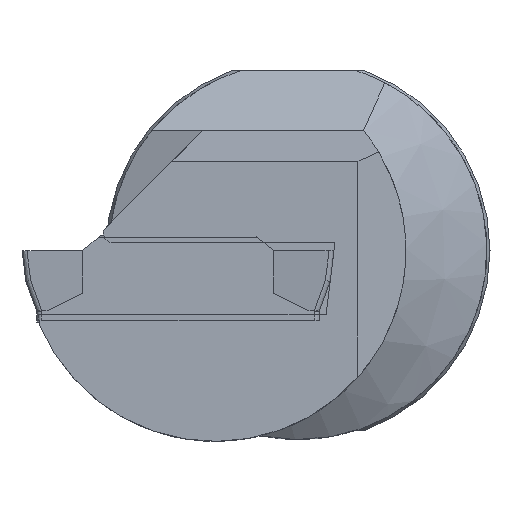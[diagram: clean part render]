
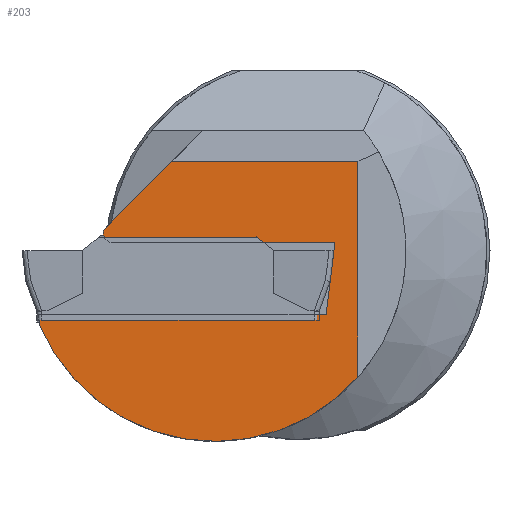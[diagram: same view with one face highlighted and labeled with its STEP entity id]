
A CAD part, left-side view. The second image highlights one B-rep face of the part: STEP entity #203.
In plain terms, the highlighted planar face has unit normal (-1, 0, 0).
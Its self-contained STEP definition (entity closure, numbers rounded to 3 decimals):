
#102=CIRCLE('',#1457,15.9);
#103=CIRCLE('',#1458,0.8);
#203=ADVANCED_FACE('',(#322),#256,.T.);
#256=PLANE('',#1459);
#322=FACE_OUTER_BOUND('',#395,.T.);
#395=EDGE_LOOP('',(#688,#689,#690,#691,#692,#693,#694,#695,#696));
#688=ORIENTED_EDGE('',*,*,#1072,.T.);
#689=ORIENTED_EDGE('',*,*,#1073,.T.);
#690=ORIENTED_EDGE('',*,*,#1074,.F.);
#691=ORIENTED_EDGE('',*,*,#1075,.F.);
#692=ORIENTED_EDGE('',*,*,#1076,.F.);
#693=ORIENTED_EDGE('',*,*,#1077,.T.);
#694=ORIENTED_EDGE('',*,*,#1078,.F.);
#695=ORIENTED_EDGE('',*,*,#1079,.T.);
#696=ORIENTED_EDGE('',*,*,#1080,.T.);
#902=VERTEX_POINT('',#2297);
#903=VERTEX_POINT('',#2298);
#904=VERTEX_POINT('',#2300);
#905=VERTEX_POINT('',#2302);
#906=VERTEX_POINT('',#2304);
#907=VERTEX_POINT('',#2306);
#908=VERTEX_POINT('',#2308);
#909=VERTEX_POINT('',#2310);
#910=VERTEX_POINT('',#2312);
#1072=EDGE_CURVE('',#902,#903,#1212,.T.);
#1073=EDGE_CURVE('',#903,#904,#1213,.T.);
#1074=EDGE_CURVE('',#905,#904,#1214,.T.);
#1075=EDGE_CURVE('',#906,#905,#102,.T.);
#1076=EDGE_CURVE('',#907,#906,#1215,.T.);
#1077=EDGE_CURVE('',#907,#908,#1216,.T.);
#1078=EDGE_CURVE('',#909,#908,#1217,.T.);
#1079=EDGE_CURVE('',#909,#910,#103,.T.);
#1080=EDGE_CURVE('',#910,#902,#1218,.T.);
#1212=LINE('',#2296,#1334);
#1213=LINE('',#2299,#1335);
#1214=LINE('',#2301,#1336);
#1215=LINE('',#2305,#1337);
#1216=LINE('',#2307,#1338);
#1217=LINE('',#2309,#1339);
#1218=LINE('',#2313,#1340);
#1334=VECTOR('',#1773,1.);
#1335=VECTOR('',#1774,1.);
#1336=VECTOR('',#1775,1.);
#1337=VECTOR('',#1778,1.);
#1338=VECTOR('',#1779,1.);
#1339=VECTOR('',#1780,1.);
#1340=VECTOR('',#1783,1.);
#1457=AXIS2_PLACEMENT_3D('',#2303,#1776,#1777);
#1458=AXIS2_PLACEMENT_3D('',#2311,#1781,#1782);
#1459=AXIS2_PLACEMENT_3D('',#2314,#1784,#1785);
#1773=DIRECTION('',(0.,0.122,-0.993));
#1774=DIRECTION('',(0.,1.,0.));
#1775=DIRECTION('',(0.,0.122,0.993));
#1776=DIRECTION('',(1.,0.,0.));
#1777=DIRECTION('',(0.,0.,1.));
#1778=DIRECTION('',(0.,0.,-1.));
#1779=DIRECTION('',(0.,1.,0.));
#1780=DIRECTION('',(0.,-0.707,0.707));
#1781=DIRECTION('',(-1.,0.,0.));
#1782=DIRECTION('',(0.,0.,1.));
#1783=DIRECTION('',(0.,-1.,0.));
#1784=DIRECTION('',(-1.,0.,0.));
#1785=DIRECTION('',(0.,0.,1.));
#2296=CARTESIAN_POINT('',(0.5,-2.955,-0.363));
#2297=CARTESIAN_POINT('',(0.5,-3.081,0.66));
#2298=CARTESIAN_POINT('',(0.5,-2.342,-5.36));
#2299=CARTESIAN_POINT('',(0.5,0.,-5.36));
#2300=CARTESIAN_POINT('',(0.5,21.641,-5.36));
#2301=CARTESIAN_POINT('',(0.5,21.968,-2.697));
#2302=CARTESIAN_POINT('',(0.5,21.537,-6.211));
#2303=CARTESIAN_POINT('',(0.5,6.9,0.));
#2304=CARTESIAN_POINT('',(0.5,-5.,-10.545));
#2305=CARTESIAN_POINT('',(0.5,-5.,339.806));
#2306=CARTESIAN_POINT('',(0.5,-5.,7.435));
#2307=CARTESIAN_POINT('',(0.5,0.,7.435));
#2308=CARTESIAN_POINT('',(0.5,10.505,7.435));
#2309=CARTESIAN_POINT('',(0.5,8.97,8.97));
#2310=CARTESIAN_POINT('',(0.5,16.147,1.793));
#2311=CARTESIAN_POINT('',(0.5,15.42,1.46));
#2312=CARTESIAN_POINT('',(0.5,15.42,0.66));
#2313=CARTESIAN_POINT('',(0.5,0.,0.66));
#2314=CARTESIAN_POINT('',(0.5,0.,0.));
